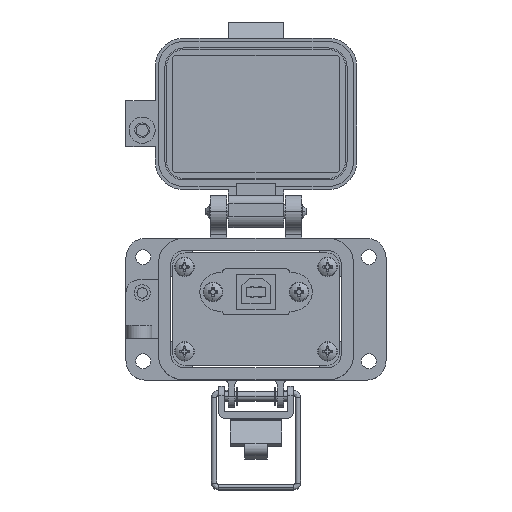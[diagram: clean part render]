
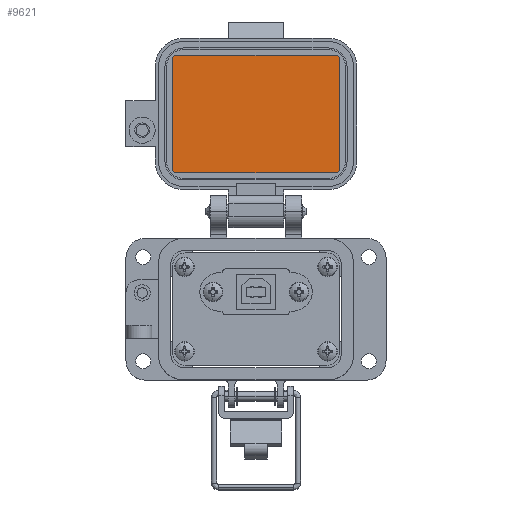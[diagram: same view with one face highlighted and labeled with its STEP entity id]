
A CAD part, top view. The second image highlights one B-rep face of the part: STEP entity #9621.
In plain terms, the highlighted planar face has unit normal (0, 0, 1).
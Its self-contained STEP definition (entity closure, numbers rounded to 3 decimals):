
#146 = DIRECTION ( 'NONE',  ( 0., 0., -1. ) ) ;
#1087 = VERTEX_POINT ( 'NONE', #24334 ) ;
#2275 = VECTOR ( 'NONE', #38559, 1000. ) ;
#2569 = ORIENTED_EDGE ( 'NONE', *, *, #45672, .F. ) ;
#4482 = DIRECTION ( 'NONE',  ( 0., 0., -1. ) ) ;
#5141 = VERTEX_POINT ( 'NONE', #27374 ) ;
#7869 = CARTESIAN_POINT ( 'NONE',  ( 24.827, 50.257, -23.97 ) ) ;
#8940 = CIRCLE ( 'NONE', #41108, 1.057 ) ;
#9621 = ADVANCED_FACE ( 'NONE', ( #37299 ), #50411, .F. ) ;
#10039 = CARTESIAN_POINT ( 'NONE',  ( -24.827, 85.458, -23.97 ) ) ;
#11945 = ORIENTED_EDGE ( 'NONE', *, *, #55262, .F. ) ;
#12481 = VERTEX_POINT ( 'NONE', #44293 ) ;
#14338 = ORIENTED_EDGE ( 'NONE', *, *, #33778, .F. ) ;
#15054 = LINE ( 'NONE', #47403, #2275 ) ;
#19424 = ORIENTED_EDGE ( 'NONE', *, *, #55112, .F. ) ;
#20029 = AXIS2_PLACEMENT_3D ( 'NONE', #51422, #4482, #23959 ) ;
#21195 = ORIENTED_EDGE ( 'NONE', *, *, #31142, .F. ) ;
#21445 = VERTEX_POINT ( 'NONE', #10039 ) ;
#21866 = DIRECTION ( 'NONE',  ( 0., 1., 0. ) ) ;
#22343 = DIRECTION ( 'NONE',  ( 0., 0., -1. ) ) ;
#23959 = DIRECTION ( 'NONE',  ( -1., 0., 0. ) ) ;
#24334 = CARTESIAN_POINT ( 'NONE',  ( -24.827, 49.199, -23.97 ) ) ;
#24498 = CARTESIAN_POINT ( 'NONE',  ( 25.885, 84.4, -23.97 ) ) ;
#26498 = CARTESIAN_POINT ( 'NONE',  ( 25.885, 67.329, -23.97 ) ) ;
#26540 = CIRCLE ( 'NONE', #43104, 1.057 ) ;
#26718 = EDGE_CURVE ( 'NONE', #32170, #21445, #42471, .T. ) ;
#27374 = CARTESIAN_POINT ( 'NONE',  ( 25.885, 50.257, -23.97 ) ) ;
#27557 = DIRECTION ( 'NONE',  ( 0., 0., -1. ) ) ;
#28534 = AXIS2_PLACEMENT_3D ( 'NONE', #45904, #146, #37057 ) ;
#30918 = DIRECTION ( 'NONE',  ( -1., 0., 0. ) ) ;
#31093 = LINE ( 'NONE', #26498, #52423 ) ;
#31142 = EDGE_CURVE ( 'NONE', #44122, #5141, #31093, .T. ) ;
#31727 = VERTEX_POINT ( 'NONE', #55796 ) ;
#32114 = DIRECTION ( 'NONE',  ( 0., 1., 0. ) ) ;
#32170 = VERTEX_POINT ( 'NONE', #41362 ) ;
#33778 = EDGE_CURVE ( 'NONE', #21445, #31727, #56500, .T. ) ;
#35902 = EDGE_CURVE ( 'NONE', #5141, #12481, #8940, .T. ) ;
#36359 = CIRCLE ( 'NONE', #28534, 1.057 ) ;
#37057 = DIRECTION ( 'NONE',  ( -1., 0., 0. ) ) ;
#37152 = EDGE_CURVE ( 'NONE', #48224, #32170, #49941, .T. ) ;
#37299 = FACE_OUTER_BOUND ( 'NONE', #38399, .T. ) ;
#37935 = CARTESIAN_POINT ( 'NONE',  ( 0., 85.458, -23.97 ) ) ;
#38077 = DIRECTION ( 'NONE',  ( 0., -1., 0. ) ) ;
#38105 = VECTOR ( 'NONE', #21866, 1000. ) ;
#38399 = EDGE_LOOP ( 'NONE', ( #59883, #43557, #2569, #11945, #51222, #21195, #19424, #14338 ) ) ;
#38559 = DIRECTION ( 'NONE',  ( -1., 0., 0. ) ) ;
#40169 = AXIS2_PLACEMENT_3D ( 'NONE', #55873, #22343, #32114 ) ;
#41108 = AXIS2_PLACEMENT_3D ( 'NONE', #7869, #27557, #41613 ) ;
#41362 = CARTESIAN_POINT ( 'NONE',  ( -25.885, 84.4, -23.97 ) ) ;
#41613 = DIRECTION ( 'NONE',  ( -1., 0., 0. ) ) ;
#42471 = CIRCLE ( 'NONE', #20029, 1.057 ) ;
#43104 = AXIS2_PLACEMENT_3D ( 'NONE', #45257, #54407, #30918 ) ;
#43557 = ORIENTED_EDGE ( 'NONE', *, *, #37152, .F. ) ;
#44122 = VERTEX_POINT ( 'NONE', #24498 ) ;
#44293 = CARTESIAN_POINT ( 'NONE',  ( 24.828, 49.199, -23.97 ) ) ;
#45257 = CARTESIAN_POINT ( 'NONE',  ( -24.827, 50.257, -23.97 ) ) ;
#45385 = CARTESIAN_POINT ( 'NONE',  ( -25.885, 67.329, -23.97 ) ) ;
#45672 = EDGE_CURVE ( 'NONE', #1087, #48224, #26540, .T. ) ;
#45904 = CARTESIAN_POINT ( 'NONE',  ( 24.827, 84.4, -23.97 ) ) ;
#47403 = CARTESIAN_POINT ( 'NONE',  ( 0., 49.199, -23.97 ) ) ;
#48224 = VERTEX_POINT ( 'NONE', #53411 ) ;
#49941 = LINE ( 'NONE', #45385, #38105 ) ;
#50411 = PLANE ( 'NONE',  #40169 ) ;
#51222 = ORIENTED_EDGE ( 'NONE', *, *, #35902, .F. ) ;
#51422 = CARTESIAN_POINT ( 'NONE',  ( -24.827, 84.4, -23.97 ) ) ;
#52423 = VECTOR ( 'NONE', #38077, 1000. ) ;
#52538 = DIRECTION ( 'NONE',  ( 1., 0., 0. ) ) ;
#53411 = CARTESIAN_POINT ( 'NONE',  ( -25.885, 50.257, -23.97 ) ) ;
#54407 = DIRECTION ( 'NONE',  ( 0., 0., -1. ) ) ;
#55112 = EDGE_CURVE ( 'NONE', #31727, #44122, #36359, .T. ) ;
#55262 = EDGE_CURVE ( 'NONE', #12481, #1087, #15054, .T. ) ;
#55796 = CARTESIAN_POINT ( 'NONE',  ( 24.827, 85.458, -23.97 ) ) ;
#55873 = CARTESIAN_POINT ( 'NONE',  ( 0., 67.329, -23.97 ) ) ;
#56451 = VECTOR ( 'NONE', #52538, 1000. ) ;
#56500 = LINE ( 'NONE', #37935, #56451 ) ;
#59883 = ORIENTED_EDGE ( 'NONE', *, *, #26718, .F. ) ;
